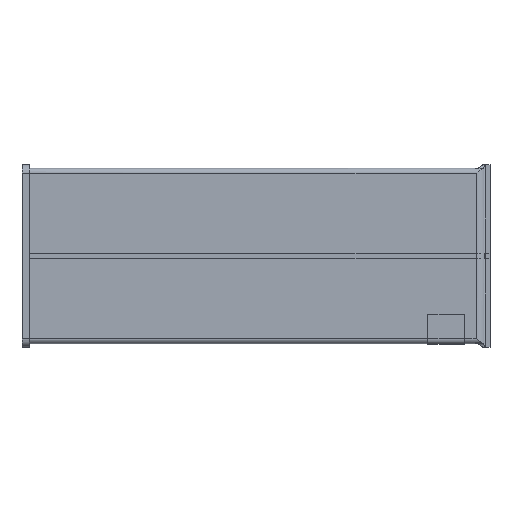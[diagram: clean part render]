
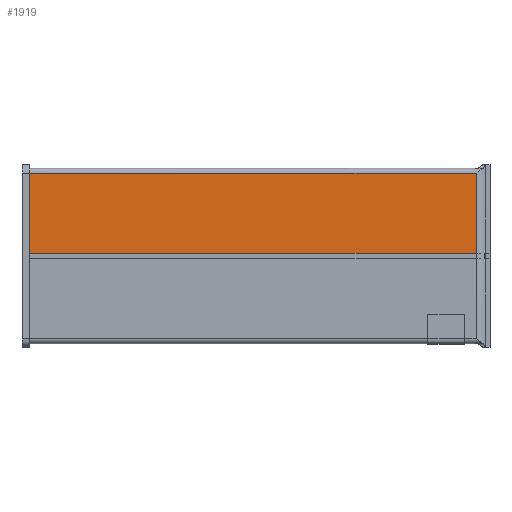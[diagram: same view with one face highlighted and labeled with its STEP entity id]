
A CAD part, top view. The second image highlights one B-rep face of the part: STEP entity #1919.
In plain terms, the highlighted planar face has unit normal (0, 0, 1).
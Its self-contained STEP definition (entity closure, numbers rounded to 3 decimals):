
#7 = ORIENTED_EDGE ( 'NONE', *, *, #3263, .T. ) ;
#353 = FACE_OUTER_BOUND ( 'NONE', #1379, .T. ) ;
#370 = EDGE_CURVE ( 'NONE', #2033, #537, #2934, .T. ) ;
#390 = PLANE ( 'NONE',  #1026 ) ;
#489 = CARTESIAN_POINT ( 'NONE',  ( 20., 7.5, 15. ) ) ;
#537 = VERTEX_POINT ( 'NONE', #2867 ) ;
#579 = CARTESIAN_POINT ( 'NONE',  ( 1242.407, 300., 15. ) ) ;
#889 = DIRECTION ( 'NONE',  ( 0., 0., -1. ) ) ;
#1026 = AXIS2_PLACEMENT_3D ( 'NONE', #3369, #889, #2574 ) ;
#1034 = CARTESIAN_POINT ( 'NONE',  ( 1280.001, 226.5, 15. ) ) ;
#1060 = DIRECTION ( 'NONE',  ( -1., 0., 0. ) ) ;
#1068 = EDGE_CURVE ( 'NONE', #1763, #2848, #2750, .T. ) ;
#1306 = ORIENTED_EDGE ( 'NONE', *, *, #1424, .F. ) ;
#1379 = EDGE_LOOP ( 'NONE', ( #2835, #1306, #2595, #7 ) ) ;
#1392 = DIRECTION ( 'NONE',  ( 0., 1., 0. ) ) ;
#1424 = EDGE_CURVE ( 'NONE', #1763, #2033, #1679, .T. ) ;
#1482 = VECTOR ( 'NONE', #1392, 1000. ) ;
#1522 = CARTESIAN_POINT ( 'NONE',  ( 1242.407, 226.5, 15. ) ) ;
#1620 = CARTESIAN_POINT ( 'NONE',  ( 1242.407, 7.5, 15. ) ) ;
#1673 = VECTOR ( 'NONE', #1060, 1000. ) ;
#1679 = LINE ( 'NONE', #2201, #1673 ) ;
#1763 = VERTEX_POINT ( 'NONE', #1620 ) ;
#1813 = DIRECTION ( 'NONE',  ( -1., 0., 0. ) ) ;
#1828 = DIRECTION ( 'NONE',  ( 0., 1., 0. ) ) ;
#1834 = VECTOR ( 'NONE', #1813, 1000. ) ;
#1919 = ADVANCED_FACE ( 'NONE', ( #353 ), #390, .F. ) ;
#2033 = VERTEX_POINT ( 'NONE', #2734 ) ;
#2201 = CARTESIAN_POINT ( 'NONE',  ( 0., 7.5, 15. ) ) ;
#2574 = DIRECTION ( 'NONE',  ( -1., 0., 0. ) ) ;
#2595 = ORIENTED_EDGE ( 'NONE', *, *, #1068, .T. ) ;
#2734 = CARTESIAN_POINT ( 'NONE',  ( 20., 7.5, 15. ) ) ;
#2750 = LINE ( 'NONE', #579, #1482 ) ;
#2835 = ORIENTED_EDGE ( 'NONE', *, *, #370, .F. ) ;
#2848 = VERTEX_POINT ( 'NONE', #1522 ) ;
#2867 = CARTESIAN_POINT ( 'NONE',  ( 20., 226.5, 15. ) ) ;
#2934 = LINE ( 'NONE', #489, #3091 ) ;
#3091 = VECTOR ( 'NONE', #1828, 1000. ) ;
#3241 = LINE ( 'NONE', #1034, #1834 ) ;
#3263 = EDGE_CURVE ( 'NONE', #2848, #537, #3241, .T. ) ;
#3369 = CARTESIAN_POINT ( 'NONE',  ( 1255., 300., 15. ) ) ;
